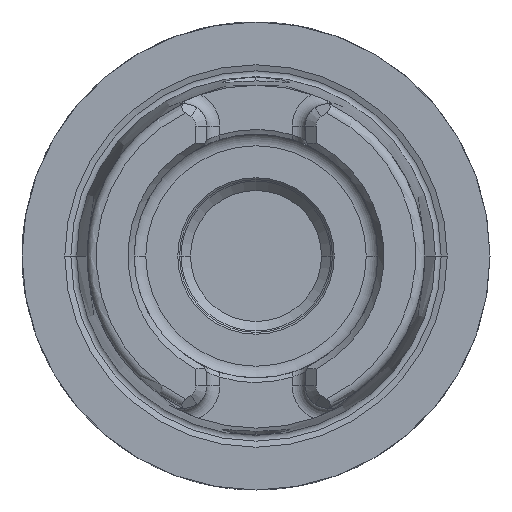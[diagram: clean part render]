
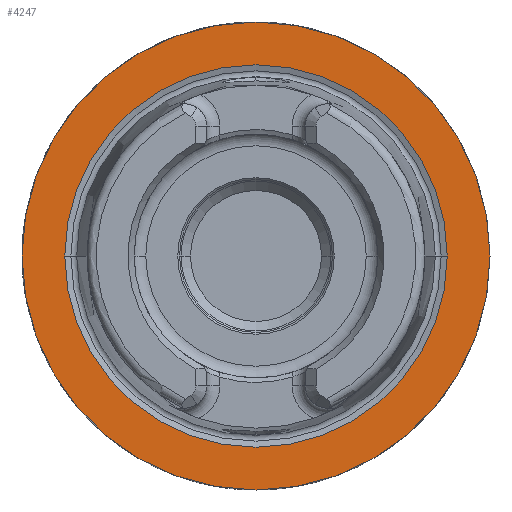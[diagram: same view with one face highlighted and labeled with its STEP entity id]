
A CAD part, left-side view. The second image highlights one B-rep face of the part: STEP entity #4247.
In plain terms, the highlighted planar face has unit normal (-1, 0, 0).
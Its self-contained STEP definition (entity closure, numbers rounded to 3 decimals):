
#867=CARTESIAN_POINT('',(0.,0.,0.));
#868=DIRECTION('',(1.,0.,0.));
#869=DIRECTION('',(0.,1.,0.));
#870=AXIS2_PLACEMENT_3D('',#867,#868,#869);
#872=CARTESIAN_POINT('',(0.,0.,0.));
#873=DIRECTION('',(-1.,0.,0.));
#874=DIRECTION('',(0.,1.,0.));
#875=AXIS2_PLACEMENT_3D('',#872,#873,#874);
#877=CARTESIAN_POINT('',(0.,0.,0.));
#878=DIRECTION('',(-1.,0.,0.));
#879=DIRECTION('',(0.,-1.,0.));
#880=AXIS2_PLACEMENT_3D('',#877,#878,#879);
#882=CARTESIAN_POINT('',(0.,0.,0.));
#883=DIRECTION('',(-1.,0.,0.));
#884=DIRECTION('',(0.,1.,0.));
#885=AXIS2_PLACEMENT_3D('',#882,#883,#884);
#2801=CARTESIAN_POINT('',(0.,-20.425,0.));
#2802=VERTEX_POINT('',#2801);
#2803=CARTESIAN_POINT('',(0.,20.425,0.));
#2804=VERTEX_POINT('',#2803);
#3143=CARTESIAN_POINT('',(0.,25.,0.));
#3144=CARTESIAN_POINT('',(0.,-25.,0.));
#3145=VERTEX_POINT('',#3143);
#3146=VERTEX_POINT('',#3144);
#4232=CARTESIAN_POINT('',(0.,0.,0.));
#4233=DIRECTION('',(1.,0.,0.));
#4234=DIRECTION('',(0.,-1.,0.));
#4235=AXIS2_PLACEMENT_3D('',#4232,#4233,#4234);
#4236=PLANE('',#4235);
#4238=ORIENTED_EDGE('',*,*,#4237,.T.);
#4240=ORIENTED_EDGE('',*,*,#4239,.F.);
#4241=EDGE_LOOP('',(#4238,#4240));
#4242=FACE_OUTER_BOUND('',#4241,.F.);
#4243=ORIENTED_EDGE('',*,*,#4227,.T.);
#4244=ORIENTED_EDGE('',*,*,#4211,.T.);
#4245=EDGE_LOOP('',(#4243,#4244));
#4246=FACE_BOUND('',#4245,.F.);
#4247=ADVANCED_FACE('',(#4242,#4246),#4236,.F.);
#871=CIRCLE('',#870,25.);
#876=CIRCLE('',#875,25.);
#881=CIRCLE('',#880,20.425);
#886=CIRCLE('',#885,20.425);
#4211=EDGE_CURVE('',#2804,#2802,#886,.T.);
#4227=EDGE_CURVE('',#2802,#2804,#881,.T.);
#4237=EDGE_CURVE('',#3145,#3146,#871,.T.);
#4239=EDGE_CURVE('',#3145,#3146,#876,.T.);
